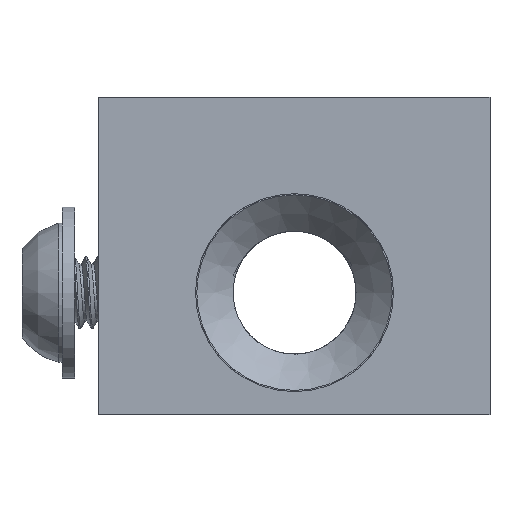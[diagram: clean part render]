
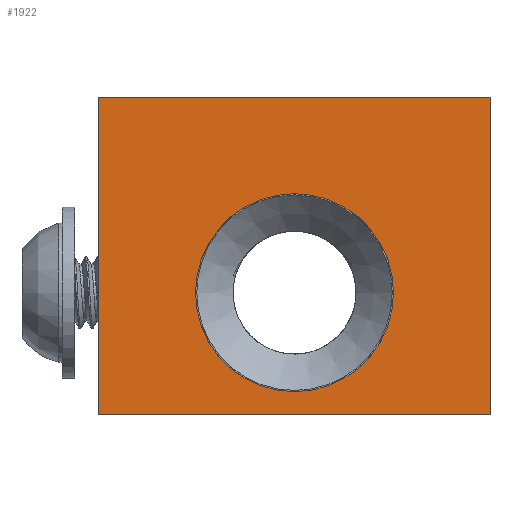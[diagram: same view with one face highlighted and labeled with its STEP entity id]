
A CAD part, front view. The second image highlights one B-rep face of the part: STEP entity #1922.
In plain terms, the highlighted planar face has unit normal (0, -1, 0).
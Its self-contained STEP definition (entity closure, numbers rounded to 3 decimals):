
#49=FACE_BOUND('',#276,.T.);
#85=PLANE('',#2094);
#165=FACE_OUTER_BOUND('',#275,.T.);
#275=EDGE_LOOP('',(#1510,#1511,#1512,#1513));
#276=EDGE_LOOP('',(#1514));
#346=CIRCLE('',#2095,4.05);
#593=LINE('',#8395,#684);
#594=LINE('',#8397,#685);
#595=LINE('',#8399,#686);
#596=LINE('',#8400,#687);
#684=VECTOR('',#2400,10.);
#685=VECTOR('',#2401,10.);
#686=VECTOR('',#2402,10.);
#687=VECTOR('',#2403,10.);
#856=VERTEX_POINT('',#8393);
#857=VERTEX_POINT('',#8394);
#858=VERTEX_POINT('',#8396);
#859=VERTEX_POINT('',#8398);
#860=VERTEX_POINT('',#8401);
#1102=EDGE_CURVE('',#856,#857,#593,.T.);
#1103=EDGE_CURVE('',#857,#858,#594,.T.);
#1104=EDGE_CURVE('',#858,#859,#595,.T.);
#1105=EDGE_CURVE('',#859,#856,#596,.T.);
#1106=EDGE_CURVE('',#860,#860,#346,.T.);
#1510=ORIENTED_EDGE('',*,*,#1102,.T.);
#1511=ORIENTED_EDGE('',*,*,#1103,.T.);
#1512=ORIENTED_EDGE('',*,*,#1104,.T.);
#1513=ORIENTED_EDGE('',*,*,#1105,.T.);
#1514=ORIENTED_EDGE('',*,*,#1106,.T.);
#1922=ADVANCED_FACE('',(#165,#49),#85,.T.);
#2094=AXIS2_PLACEMENT_3D('',#8392,#2398,#2399);
#2095=AXIS2_PLACEMENT_3D('',#8402,#2404,#2405);
#2398=DIRECTION('center_axis',(0.,-1.,0.));
#2399=DIRECTION('ref_axis',(1.,0.,0.));
#2400=DIRECTION('',(1.,0.,0.));
#2401=DIRECTION('',(0.,0.,1.));
#2402=DIRECTION('',(-1.,0.,0.));
#2403=DIRECTION('',(0.,0.,-1.));
#2404=DIRECTION('center_axis',(0.,1.,0.));
#2405=DIRECTION('ref_axis',(1.,0.,0.));
#8392=CARTESIAN_POINT('Origin',(0.,-1.,0.));
#8393=CARTESIAN_POINT('',(0.,-1.,0.));
#8394=CARTESIAN_POINT('',(16.,-1.,0.));
#8395=CARTESIAN_POINT('',(0.,-1.,0.));
#8396=CARTESIAN_POINT('',(16.,-1.,13.));
#8397=CARTESIAN_POINT('',(16.,-1.,0.));
#8398=CARTESIAN_POINT('',(0.,-1.,13.));
#8399=CARTESIAN_POINT('',(0.,-1.,13.));
#8400=CARTESIAN_POINT('',(0.,-1.,0.));
#8401=CARTESIAN_POINT('',(3.95,-1.,5.));
#8402=CARTESIAN_POINT('Origin',(8.,-1.,5.));
